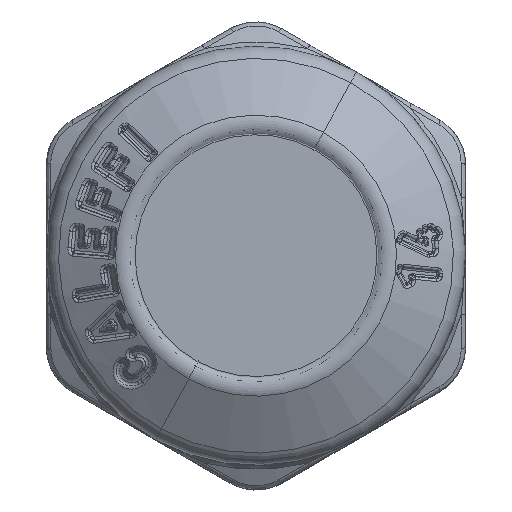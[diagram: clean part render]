
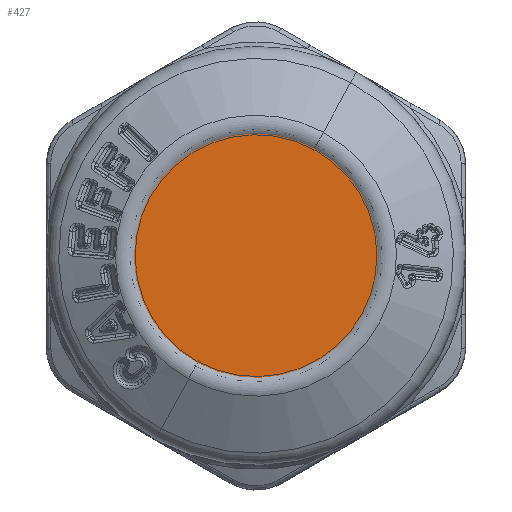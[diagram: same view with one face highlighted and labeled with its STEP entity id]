
A CAD part, top view. The second image highlights one B-rep face of the part: STEP entity #427.
In plain terms, the highlighted planar face has unit normal (0, 0, 1).
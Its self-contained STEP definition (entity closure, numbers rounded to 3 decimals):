
#36=CARTESIAN_POINT('Axis2P3D Location',(0.,0.,41.878)) ;
#40=CARTESIAN_POINT('Vertex',(3.735,-6.837,41.878)) ;
#42=CARTESIAN_POINT('Vertex',(-3.735,6.837,41.878)) ;
#71=CARTESIAN_POINT('Axis2P3D Location',(0.,0.,41.878)) ;
#418=CARTESIAN_POINT('Axis2P3D Location',(0.,0.,41.878)) ;
#37=DIRECTION('Axis2P3D Direction',(0.,0.,-1.)) ;
#72=DIRECTION('Axis2P3D Direction',(0.,0.,-1.)) ;
#419=DIRECTION('Axis2P3D Direction',(0.,0.,1.)) ;
#420=DIRECTION('Axis2P3D XDirection',(1.,0.,0.)) ;
#38=AXIS2_PLACEMENT_3D('Circle Axis2P3D',#36,#37,$) ;
#73=AXIS2_PLACEMENT_3D('Circle Axis2P3D',#71,#72,$) ;
#421=AXIS2_PLACEMENT_3D('Plane Axis2P3D',#418,#419,#420) ;
#39=CIRCLE('generated circle',#38,7.791) ;
#74=CIRCLE('generated circle',#73,7.791) ;
#422=PLANE('',#421) ;
#44=EDGE_CURVE('',#41,#43,#39,.F.) ;
#75=EDGE_CURVE('',#43,#41,#74,.F.) ;
#424=ORIENTED_EDGE('',*,*,#44,.T.) ;
#425=ORIENTED_EDGE('',*,*,#75,.T.) ;
#423=EDGE_LOOP('',(#424,#425)) ;
#41=VERTEX_POINT('',#40) ;
#43=VERTEX_POINT('',#42) ;
#427=ADVANCED_FACE('PartBody',(#426),#422,.T.) ;
#426=FACE_OUTER_BOUND('',#423,.T.) ;
